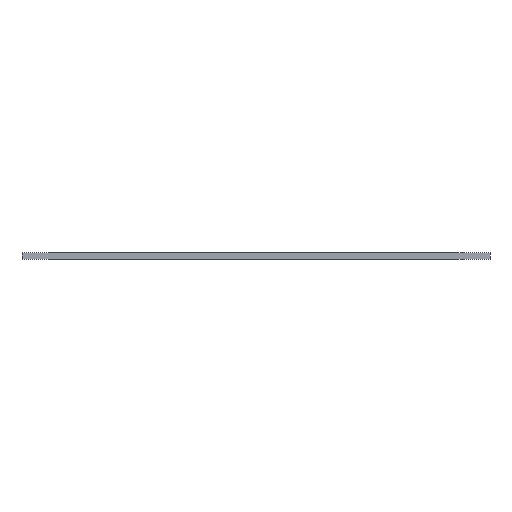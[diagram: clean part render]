
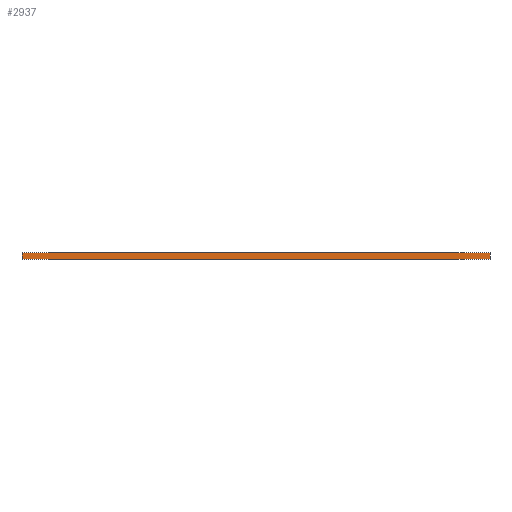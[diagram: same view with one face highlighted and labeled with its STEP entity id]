
A CAD part, front view. The second image highlights one B-rep face of the part: STEP entity #2937.
In plain terms, the highlighted planar face has unit normal (0, -1, 0).
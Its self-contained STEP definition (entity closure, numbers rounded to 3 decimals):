
#357=LINE('',#4854,#679);
#358=LINE('',#4857,#680);
#359=LINE('',#4859,#681);
#360=LINE('',#4860,#682);
#679=VECTOR('',#4003,10.);
#680=VECTOR('',#4006,10.);
#681=VECTOR('',#4007,10.);
#682=VECTOR('',#4008,10.);
#878=FACE_OUTER_BOUND('',#1026,.T.);
#1026=EDGE_LOOP('',(#2412,#2413,#2414,#2415));
#1430=VERTEX_POINT('',#4850);
#1431=VERTEX_POINT('',#4852);
#1432=VERTEX_POINT('',#4856);
#1433=VERTEX_POINT('',#4858);
#1848=EDGE_CURVE('',#1430,#1431,#357,.T.);
#1849=EDGE_CURVE('',#1432,#1430,#358,.T.);
#1850=EDGE_CURVE('',#1433,#1431,#359,.T.);
#1851=EDGE_CURVE('',#1432,#1433,#360,.T.);
#2412=ORIENTED_EDGE('',*,*,#1849,.T.);
#2413=ORIENTED_EDGE('',*,*,#1848,.T.);
#2414=ORIENTED_EDGE('',*,*,#1850,.F.);
#2415=ORIENTED_EDGE('',*,*,#1851,.F.);
#2789=PLANE('',#3197);
#2937=ADVANCED_FACE('',(#878),#2789,.T.);
#3197=AXIS2_PLACEMENT_3D('',#4855,#4004,#4005);
#4003=DIRECTION('',(0.,0.,1.));
#4004=DIRECTION('center_axis',(0.,-1.,0.));
#4005=DIRECTION('ref_axis',(1.,0.,0.));
#4006=DIRECTION('',(1.,0.,0.));
#4007=DIRECTION('',(1.,0.,0.));
#4008=DIRECTION('',(0.,0.,1.));
#4850=CARTESIAN_POINT('',(52.997,-46.566,0.));
#4852=CARTESIAN_POINT('',(52.997,-46.566,1.5));
#4854=CARTESIAN_POINT('',(52.997,-46.566,0.));
#4855=CARTESIAN_POINT('Origin',(-52.997,-46.566,0.));
#4856=CARTESIAN_POINT('',(-52.997,-46.566,0.));
#4857=CARTESIAN_POINT('',(-52.997,-46.566,0.));
#4858=CARTESIAN_POINT('',(-52.997,-46.566,1.5));
#4859=CARTESIAN_POINT('',(-52.997,-46.566,1.5));
#4860=CARTESIAN_POINT('',(-52.997,-46.566,0.));
